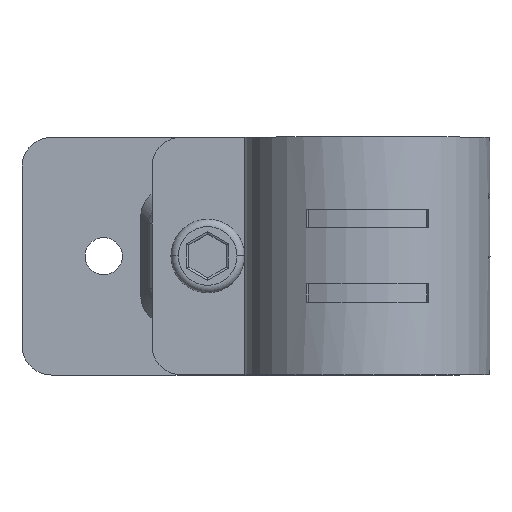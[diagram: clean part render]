
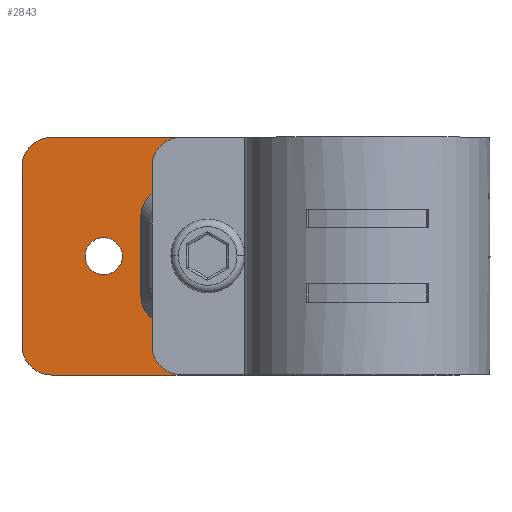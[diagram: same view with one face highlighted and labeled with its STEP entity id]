
A CAD part, top view. The second image highlights one B-rep face of the part: STEP entity #2843.
In plain terms, the highlighted planar face has unit normal (0, 0, 1).
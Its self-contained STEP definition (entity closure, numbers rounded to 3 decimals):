
#1579=DIRECTION('',(1.,0.,0.));
#1580=VECTOR('',#1579,42.5);
#1581=CARTESIAN_POINT('',(-42.5,-16.,-12.5));
#1582=LINE('',#1581,#1580);
#1593=DIRECTION('',(0.,1.,0.));
#1594=VECTOR('',#1593,32.);
#1595=CARTESIAN_POINT('',(0.,-16.,-12.5));
#1596=LINE('',#1595,#1594);
#1703=DIRECTION('',(1.,0.,0.));
#1704=VECTOR('',#1703,42.5);
#1705=CARTESIAN_POINT('',(-42.5,16.,-12.5));
#1706=LINE('',#1705,#1704);
#1711=DIRECTION('',(0.,1.,0.));
#1712=VECTOR('',#1711,24.);
#1713=CARTESIAN_POINT('',(-46.5,-12.,-12.5));
#1714=LINE('',#1713,#1712);
#1715=DIRECTION('',(-1.,0.,0.));
#1716=VECTOR('',#1715,10.69);
#1717=CARTESIAN_POINT('',(-16.155,9.,-12.5));
#1718=LINE('',#1717,#1716);
#1719=DIRECTION('',(0.,-1.,0.));
#1720=VECTOR('',#1719,10.69);
#1721=CARTESIAN_POINT('',(-30.5,5.345,-12.5));
#1722=LINE('',#1721,#1720);
#1723=DIRECTION('',(1.,0.,0.));
#1724=VECTOR('',#1723,10.69);
#1725=CARTESIAN_POINT('',(-26.845,-9.,-12.5));
#1726=LINE('',#1725,#1724);
#1727=DIRECTION('',(0.,1.,0.));
#1728=VECTOR('',#1727,10.69);
#1729=CARTESIAN_POINT('',(-12.5,-5.345,-12.5));
#1730=LINE('',#1729,#1728);
#1731=DIRECTION('',(0.,-1.,0.));
#1732=VECTOR('',#1731,18.);
#1733=CARTESIAN_POINT('',(-4.5,9.,-12.5));
#1734=LINE('',#1733,#1732);
#1735=DIRECTION('',(1.,0.,0.));
#1736=VECTOR('',#1735,2.5);
#1737=CARTESIAN_POINT('',(-4.5,-9.,-12.5));
#1738=LINE('',#1737,#1736);
#1739=DIRECTION('',(0.,1.,0.));
#1740=VECTOR('',#1739,18.);
#1741=CARTESIAN_POINT('',(-2.,-9.,-12.5));
#1742=LINE('',#1741,#1740);
#1743=DIRECTION('',(-1.,0.,0.));
#1744=VECTOR('',#1743,2.5);
#1745=CARTESIAN_POINT('',(-2.,9.,-12.5));
#1746=LINE('',#1745,#1744);
#1747=CARTESIAN_POINT('',(-35.5,0.,-12.5));
#1748=DIRECTION('',(0.,0.,-1.));
#1749=DIRECTION('',(1.,0.,0.));
#1750=AXIS2_PLACEMENT_3D('',#1747,#1748,#1749);
#1752=CARTESIAN_POINT('',(-35.5,0.,-12.5));
#1753=DIRECTION('',(0.,0.,-1.));
#1754=DIRECTION('',(-1.,0.,0.));
#1755=AXIS2_PLACEMENT_3D('',#1752,#1753,#1754);
#1770=CARTESIAN_POINT('',(-42.5,12.,-12.5));
#1771=DIRECTION('',(0.,0.,1.));
#1772=DIRECTION('',(0.,1.,0.));
#1773=AXIS2_PLACEMENT_3D('',#1770,#1771,#1772);
#1783=CARTESIAN_POINT('',(-42.5,-12.,-12.5));
#1784=DIRECTION('',(0.,0.,1.));
#1785=DIRECTION('',(-1.,0.,0.));
#1786=AXIS2_PLACEMENT_3D('',#1783,#1784,#1785);
#2142=CARTESIAN_POINT('',(-26.845,-9.,-12.5));
#2143=CARTESIAN_POINT('',(-27.454,-9.,-12.5));
#2144=CARTESIAN_POINT('',(-28.435,-8.762,-12.5));
#2145=CARTESIAN_POINT('',(-29.521,-8.021,-12.5));
#2146=CARTESIAN_POINT('',(-30.262,-6.935,-12.5));
#2147=CARTESIAN_POINT('',(-30.5,-5.954,-12.5));
#2148=CARTESIAN_POINT('',(-30.5,-5.345,-12.5));
#2181=CARTESIAN_POINT('',(-12.5,-5.345,-12.5));
#2182=CARTESIAN_POINT('',(-12.5,-5.954,-12.5));
#2183=CARTESIAN_POINT('',(-12.738,-6.935,-12.5));
#2184=CARTESIAN_POINT('',(-13.479,-8.021,-12.5));
#2185=CARTESIAN_POINT('',(-14.565,-8.762,-12.5));
#2186=CARTESIAN_POINT('',(-15.546,-9.,-12.5));
#2187=CARTESIAN_POINT('',(-16.155,-9.,-12.5));
#2220=CARTESIAN_POINT('',(-16.155,9.,-12.5));
#2221=CARTESIAN_POINT('',(-15.546,9.,-12.5));
#2222=CARTESIAN_POINT('',(-14.565,8.762,-12.5));
#2223=CARTESIAN_POINT('',(-13.479,8.021,-12.5));
#2224=CARTESIAN_POINT('',(-12.738,6.935,-12.5));
#2225=CARTESIAN_POINT('',(-12.5,5.954,-12.5));
#2226=CARTESIAN_POINT('',(-12.5,5.345,-12.5));
#2259=CARTESIAN_POINT('',(-30.5,5.345,-12.5));
#2260=CARTESIAN_POINT('',(-30.5,5.954,-12.5));
#2261=CARTESIAN_POINT('',(-30.262,6.935,-12.5));
#2262=CARTESIAN_POINT('',(-29.521,8.021,-12.5));
#2263=CARTESIAN_POINT('',(-28.435,8.762,-12.5));
#2264=CARTESIAN_POINT('',(-27.454,9.,-12.5));
#2265=CARTESIAN_POINT('',(-26.845,9.,-12.5));
#2436=CARTESIAN_POINT('',(0.,-16.,-12.5));
#2437=CARTESIAN_POINT('',(0.,16.,-12.5));
#2438=VERTEX_POINT('',#2436);
#2439=VERTEX_POINT('',#2437);
#2441=CARTESIAN_POINT('',(-46.5,12.,-12.5));
#2443=VERTEX_POINT('',#2441);
#2446=CARTESIAN_POINT('',(-42.5,16.,-12.5));
#2447=VERTEX_POINT('',#2446);
#2448=CARTESIAN_POINT('',(-46.5,-12.,-12.5));
#2450=VERTEX_POINT('',#2448);
#2452=CARTESIAN_POINT('',(-42.5,-16.,-12.5));
#2453=VERTEX_POINT('',#2452);
#2486=CARTESIAN_POINT('',(-30.5,5.345,-12.5));
#2487=CARTESIAN_POINT('',(-30.5,-5.345,-12.5));
#2488=VERTEX_POINT('',#2486);
#2489=VERTEX_POINT('',#2487);
#2490=CARTESIAN_POINT('',(-26.845,-9.,-12.5));
#2491=CARTESIAN_POINT('',(-16.155,-9.,-12.5));
#2492=VERTEX_POINT('',#2490);
#2493=VERTEX_POINT('',#2491);
#2494=CARTESIAN_POINT('',(-12.5,-5.345,-12.5));
#2495=CARTESIAN_POINT('',(-12.5,5.345,-12.5));
#2496=VERTEX_POINT('',#2494);
#2497=VERTEX_POINT('',#2495);
#2498=CARTESIAN_POINT('',(-16.155,9.,-12.5));
#2499=CARTESIAN_POINT('',(-26.845,9.,-12.5));
#2500=VERTEX_POINT('',#2498);
#2501=VERTEX_POINT('',#2499);
#2542=CARTESIAN_POINT('',(-4.5,9.,-12.5));
#2543=CARTESIAN_POINT('',(-4.5,-9.,-12.5));
#2544=VERTEX_POINT('',#2542);
#2545=VERTEX_POINT('',#2543);
#2546=CARTESIAN_POINT('',(-2.,-9.,-12.5));
#2547=VERTEX_POINT('',#2546);
#2548=CARTESIAN_POINT('',(-2.,9.,-12.5));
#2549=VERTEX_POINT('',#2548);
#2570=CARTESIAN_POINT('',(-33.,0.,-12.5));
#2571=CARTESIAN_POINT('',(-38.,0.,-12.5));
#2572=VERTEX_POINT('',#2570);
#2573=VERTEX_POINT('',#2571);
#2793=CARTESIAN_POINT('',(-46.5,-16.,-12.5));
#2794=DIRECTION('',(0.,0.,1.));
#2795=DIRECTION('',(1.,0.,0.));
#2796=AXIS2_PLACEMENT_3D('',#2793,#2794,#2795);
#2797=PLANE('',#2796);
#2799=ORIENTED_EDGE('',*,*,#2798,.F.);
#2800=ORIENTED_EDGE('',*,*,#2783,.T.);
#2801=ORIENTED_EDGE('',*,*,#2660,.F.);
#2802=ORIENTED_EDGE('',*,*,#2635,.F.);
#2804=ORIENTED_EDGE('',*,*,#2803,.F.);
#2806=ORIENTED_EDGE('',*,*,#2805,.T.);
#2807=EDGE_LOOP('',(#2799,#2800,#2801,#2802,#2804,#2806));
#2808=FACE_OUTER_BOUND('',#2807,.F.);
#2810=ORIENTED_EDGE('',*,*,#2809,.T.);
#2812=ORIENTED_EDGE('',*,*,#2811,.F.);
#2814=ORIENTED_EDGE('',*,*,#2813,.T.);
#2816=ORIENTED_EDGE('',*,*,#2815,.F.);
#2818=ORIENTED_EDGE('',*,*,#2817,.T.);
#2820=ORIENTED_EDGE('',*,*,#2819,.F.);
#2822=ORIENTED_EDGE('',*,*,#2821,.T.);
#2824=ORIENTED_EDGE('',*,*,#2823,.F.);
#2825=EDGE_LOOP('',(#2810,#2812,#2814,#2816,#2818,#2820,#2822,#2824));
#2826=FACE_BOUND('',#2825,.F.);
#2828=ORIENTED_EDGE('',*,*,#2827,.T.);
#2830=ORIENTED_EDGE('',*,*,#2829,.T.);
#2832=ORIENTED_EDGE('',*,*,#2831,.T.);
#2834=ORIENTED_EDGE('',*,*,#2833,.T.);
#2835=EDGE_LOOP('',(#2828,#2830,#2832,#2834));
#2836=FACE_BOUND('',#2835,.F.);
#2838=ORIENTED_EDGE('',*,*,#2837,.F.);
#2840=ORIENTED_EDGE('',*,*,#2839,.F.);
#2841=EDGE_LOOP('',(#2838,#2840));
#2842=FACE_BOUND('',#2841,.F.);
#2843=ADVANCED_FACE('',(#2808,#2826,#2836,#2842),#2797,.T.);
#1751=CIRCLE('',#1750,2.5);
#1756=CIRCLE('',#1755,2.5);
#1774=CIRCLE('',#1773,4.);
#1787=CIRCLE('',#1786,4.);
#2149=B_SPLINE_CURVE_WITH_KNOTS('',3,(#2142,#2143,#2144,#2145,#2146,#2147,
#2148),.UNSPECIFIED.,.F.,.F.,(4,1,1,1,4),(0.,0.25,0.5,0.75,1.),
.UNSPECIFIED.);
#2188=B_SPLINE_CURVE_WITH_KNOTS('',3,(#2181,#2182,#2183,#2184,#2185,#2186,
#2187),.UNSPECIFIED.,.F.,.F.,(4,1,1,1,4),(0.,0.25,0.5,0.75,1.),
.UNSPECIFIED.);
#2227=B_SPLINE_CURVE_WITH_KNOTS('',3,(#2220,#2221,#2222,#2223,#2224,#2225,
#2226),.UNSPECIFIED.,.F.,.F.,(4,1,1,1,4),(0.,0.25,0.5,0.75,1.),
.UNSPECIFIED.);
#2266=B_SPLINE_CURVE_WITH_KNOTS('',3,(#2259,#2260,#2261,#2262,#2263,#2264,
#2265),.UNSPECIFIED.,.F.,.F.,(4,1,1,1,4),(0.,0.25,0.5,0.75,1.),
.UNSPECIFIED.);
#2635=EDGE_CURVE('',#2453,#2438,#1582,.T.);
#2660=EDGE_CURVE('',#2438,#2439,#1596,.T.);
#2783=EDGE_CURVE('',#2447,#2439,#1706,.T.);
#2798=EDGE_CURVE('',#2447,#2443,#1774,.T.);
#2803=EDGE_CURVE('',#2450,#2453,#1787,.T.);
#2805=EDGE_CURVE('',#2450,#2443,#1714,.T.);
#2809=EDGE_CURVE('',#2500,#2501,#1718,.T.);
#2811=EDGE_CURVE('',#2488,#2501,#2266,.T.);
#2813=EDGE_CURVE('',#2488,#2489,#1722,.T.);
#2815=EDGE_CURVE('',#2492,#2489,#2149,.T.);
#2817=EDGE_CURVE('',#2492,#2493,#1726,.T.);
#2819=EDGE_CURVE('',#2496,#2493,#2188,.T.);
#2821=EDGE_CURVE('',#2496,#2497,#1730,.T.);
#2823=EDGE_CURVE('',#2500,#2497,#2227,.T.);
#2827=EDGE_CURVE('',#2544,#2545,#1734,.T.);
#2829=EDGE_CURVE('',#2545,#2547,#1738,.T.);
#2831=EDGE_CURVE('',#2547,#2549,#1742,.T.);
#2833=EDGE_CURVE('',#2549,#2544,#1746,.T.);
#2837=EDGE_CURVE('',#2572,#2573,#1751,.T.);
#2839=EDGE_CURVE('',#2573,#2572,#1756,.T.);
